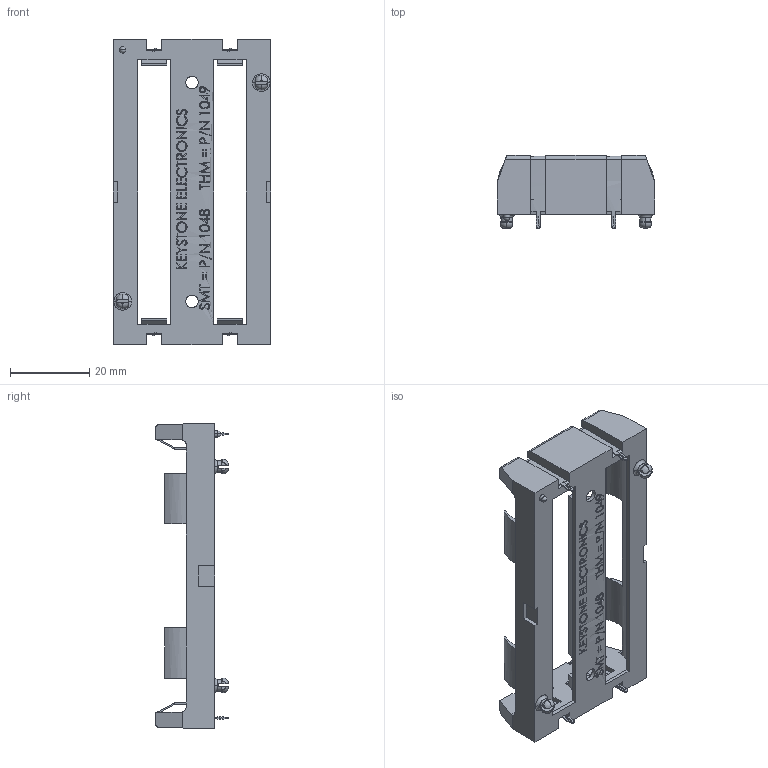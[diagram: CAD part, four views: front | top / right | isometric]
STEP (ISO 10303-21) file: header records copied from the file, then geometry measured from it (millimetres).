
FILE_DESCRIPTION (( 'STEP AP214' ), '1' );
FILE_NAME ('keystone-PN1049.STEP', '2021-02-11T23:28:23', ( '' ), ( '' ), 'SwSTEP 2.0', 'SolidWorks 2018', '' );
FILE_SCHEMA (( 'AUTOMOTIVE_DESIGN' ));
Length unit declared in the file: millimetre
Products named in the file (1): keystone-PN1049
Bounding box: 39.78 x 18.39 x 77.06 mm (x, y, z)
Surface area: 10316.1 mm2 (no closed solid volume)
Topology: 0 solids, 9 shells, 783 faces, 2068 edges, 1343 vertices
Faces by surface type: plane 566, bspline 149, cylinder 54, torus 12, sphere 2
Entity records: 34702 total; most frequent: CARTESIAN_POINT 19942, ORIENTED_EDGE 4085, EDGE_CURVE 2064, B_SPLINE_CURVE_WITH_KNOTS 2062, VERTEX_POINT 1341, DIRECTION 1272, EDGE_LOOP 850, ADVANCED_FACE 782
